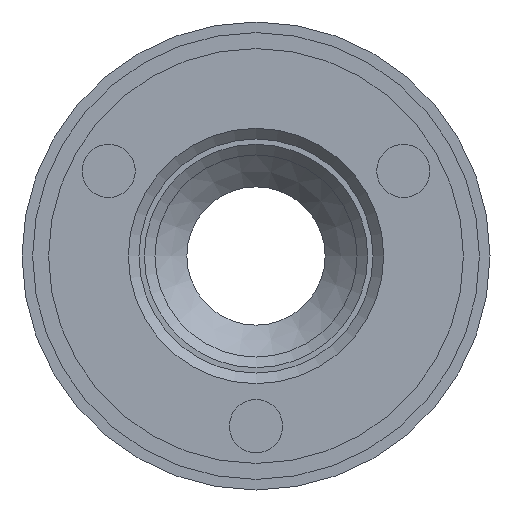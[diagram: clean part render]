
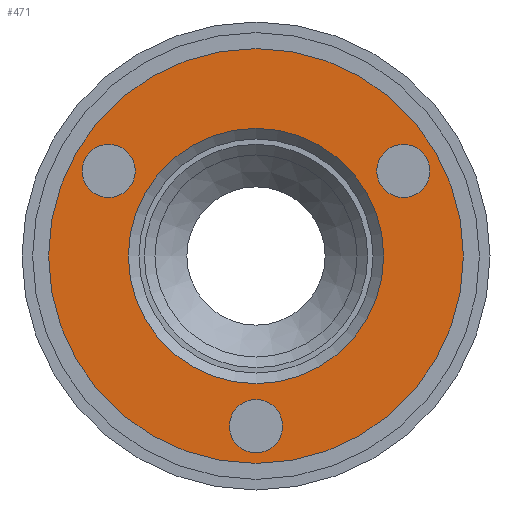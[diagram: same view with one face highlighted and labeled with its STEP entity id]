
A CAD part, front view. The second image highlights one B-rep face of the part: STEP entity #471.
In plain terms, the highlighted planar face has unit normal (0, -1, 0).
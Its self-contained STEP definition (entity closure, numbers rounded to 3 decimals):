
#34=PLANE('',#517);
#76=VERTEX_POINT('',#606);
#77=VERTEX_POINT('',#609);
#78=VERTEX_POINT('',#611);
#79=VERTEX_POINT('',#613);
#80=VERTEX_POINT('',#615);
#120=CIRCLE('',#516,6.);
#121=CIRCLE('',#518,9.75);
#122=CIRCLE('',#519,1.25);
#123=CIRCLE('',#520,1.25);
#124=CIRCLE('',#521,1.25);
#164=EDGE_CURVE('',#76,#76,#120,.T.);
#165=EDGE_CURVE('',#77,#77,#121,.T.);
#166=EDGE_CURVE('',#78,#78,#122,.T.);
#167=EDGE_CURVE('',#79,#79,#123,.T.);
#168=EDGE_CURVE('',#80,#80,#124,.T.);
#210=ORIENTED_EDGE('',*,*,#165,.F.);
#211=ORIENTED_EDGE('',*,*,#166,.T.);
#212=ORIENTED_EDGE('',*,*,#167,.T.);
#213=ORIENTED_EDGE('',*,*,#168,.T.);
#214=ORIENTED_EDGE('',*,*,#164,.F.);
#298=EDGE_LOOP('',(#210));
#299=EDGE_LOOP('',(#211));
#300=EDGE_LOOP('',(#212));
#301=EDGE_LOOP('',(#213));
#302=EDGE_LOOP('',(#214));
#386=FACE_BOUND('',#298,.T.);
#387=FACE_BOUND('',#299,.T.);
#388=FACE_BOUND('',#300,.T.);
#389=FACE_BOUND('',#301,.T.);
#390=FACE_BOUND('',#302,.T.);
#471=ADVANCED_FACE('',(#386,#387,#388,#389,#390),#34,.T.);
#516=AXIS2_PLACEMENT_3D('',#605,#737,#738);
#517=AXIS2_PLACEMENT_3D('',#607,#739,$);
#518=AXIS2_PLACEMENT_3D('',#608,#740,#741);
#519=AXIS2_PLACEMENT_3D('',#610,#742,#743);
#520=AXIS2_PLACEMENT_3D('',#612,#744,#745);
#521=AXIS2_PLACEMENT_3D('',#614,#746,#747);
#605=CARTESIAN_POINT('',(0.,1.55,0.));
#606=CARTESIAN_POINT('',(-6.,1.55,0.));
#607=CARTESIAN_POINT('',(-7.625,1.55,0.));
#608=CARTESIAN_POINT('',(0.,1.55,0.));
#609=CARTESIAN_POINT('',(-9.75,1.55,0.));
#610=CARTESIAN_POINT('',(-6.928,1.55,4.));
#611=CARTESIAN_POINT('',(-8.178,1.55,4.));
#612=CARTESIAN_POINT('',(0.,1.55,-8.));
#613=CARTESIAN_POINT('',(-1.25,1.55,-8.));
#614=CARTESIAN_POINT('',(6.928,1.55,4.));
#615=CARTESIAN_POINT('',(5.678,1.55,4.));
#737=DIRECTION('',(0.,-1.,0.));
#738=DIRECTION('',(6.,0.,0.));
#739=DIRECTION('',(0.,-1.,0.));
#740=DIRECTION('',(0.,1.,0.));
#741=DIRECTION('',(-9.75,0.,0.));
#742=DIRECTION('',(0.,1.,0.));
#743=DIRECTION('',(1.25,0.,0.));
#744=DIRECTION('',(0.,1.,0.));
#745=DIRECTION('',(1.25,0.,0.));
#746=DIRECTION('',(0.,1.,0.));
#747=DIRECTION('',(1.25,0.,0.));
